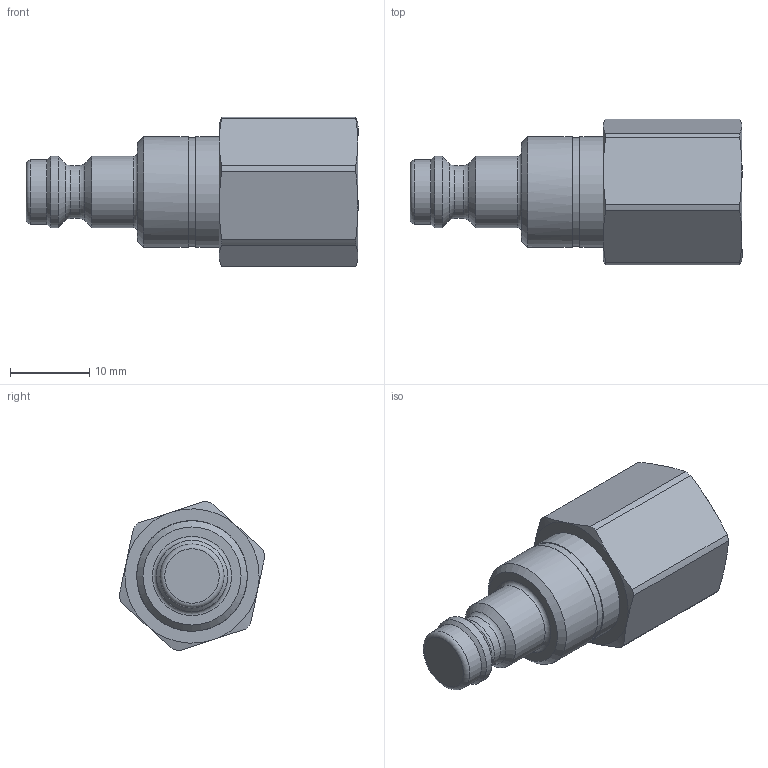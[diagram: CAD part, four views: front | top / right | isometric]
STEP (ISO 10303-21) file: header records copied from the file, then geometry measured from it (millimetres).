
FILE_DESCRIPTION((''),'2;1');
FILE_NAME('21sbiw13evx.stp','2015-01-13T09:15:11',('AS035480'),(''),'Autodesk Inventor 2013','Autodesk Inventor 2013','');
FILE_SCHEMA(('AUTOMOTIVE_DESIGN { 1 0 10303 214 1 1 1 1 }'));
Length unit declared in the file: millimetre
Products named in the file (1): D113120
Bounding box: 42 x 18.45 x 18.9 mm (x, y, z)
Volume: 5783.9 mm3; surface area: 2703.7 mm2
Topology: 1 solids, 2 shells, 51 faces, 108 edges, 64 vertices
Faces by surface type: cone 19, cylinder 15, plane 13, torus 4
Full cylindrical faces by diameter (mm): 6.7 x1, 7.2 x1, 8.1 x1, 9 x2, 11.445 x1, 13.8 x1, 14 x2
Entity records: 1300 total; most frequent: CARTESIAN_POINT 246, DIRECTION 214, ORIENTED_EDGE 170, AXIS2_PLACEMENT_3D 101, EDGE_CURVE 85, EDGE_LOOP 76, VERTEX_POINT 61, FACE_OUTER_BOUND 51
